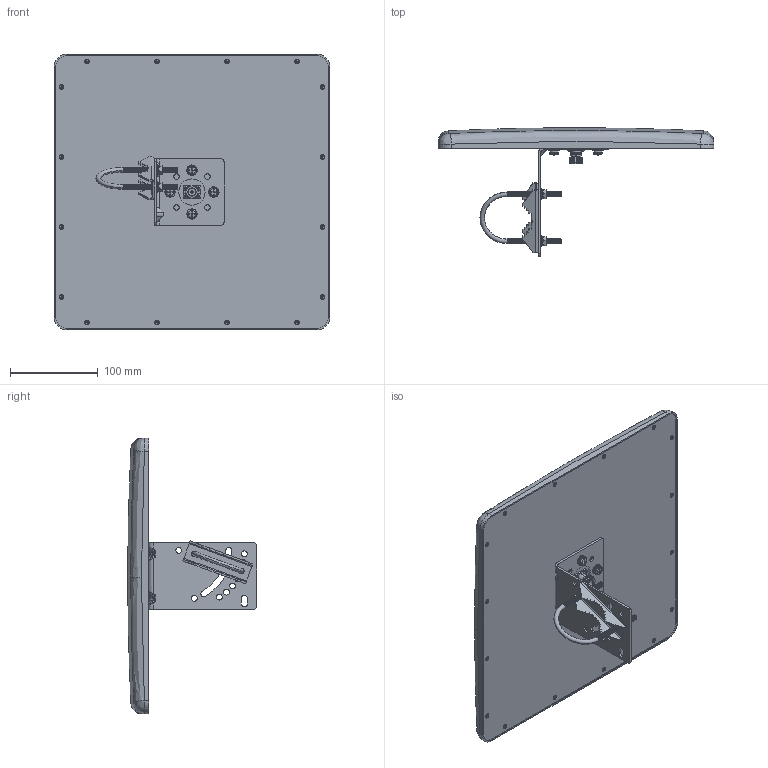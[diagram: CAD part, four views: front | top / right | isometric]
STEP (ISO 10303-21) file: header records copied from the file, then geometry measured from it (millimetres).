
FILE_DESCRIPTION (( 'STEP AP214' ), '1' );
FILE_NAME ('HG2458-20P.STEP', '2012-10-09T14:22:58', ( '' ), ( '' ), 'SwSTEP 2.0', 'SolidWorks 2012', '' );
FILE_SCHEMA (( 'AUTOMOTIVE_DESIGN' ));
Length unit declared in the file: inch
Products named in the file (7): M6_PanHeadP_LWandW; HG2458-20P_Mount Hardware; HG2458-20P_Ubolt; HG2458-20P_Swivel-L-Bracket; HG2458-20P_BackPlate; HG2458-20P_Cover; HG2458-20P
Assembly tree (9 placements, depth 3):
  HG2458-20P
    HG2458-20P_Cover
    HG2458-20P_BackPlate
    HG2458-20P_Mount Hardware
      HG2458-20P_Swivel-L-Bracket
      HG2458-20P_Ubolt
    M6_PanHeadP_LWandW  x4
Bounding box: 315 x 147.69 x 315 mm (x, y, z)
Volume: 556194.4 mm3; surface area: 503853.4 mm2
Topology: 9 solids, 9 shells, 1706 faces, 4053 edges, 2436 vertices
Faces by surface type: cone 696, plane 613, cylinder 238, bspline 85, torus 74
Entity records: 72295 total; most frequent: CARTESIAN_POINT 14596, DIRECTION 7732, ORIENTED_EDGE 7686, EDGE_CURVE 3843, AXIS2_PLACEMENT_3D 2816, VERTEX_POINT 2310, LINE 2100, VECTOR 2100
